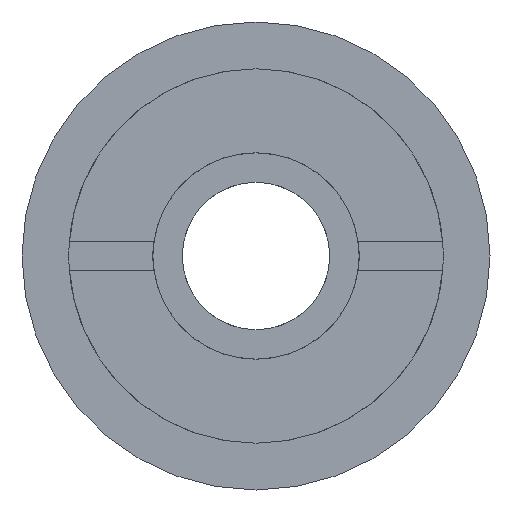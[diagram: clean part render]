
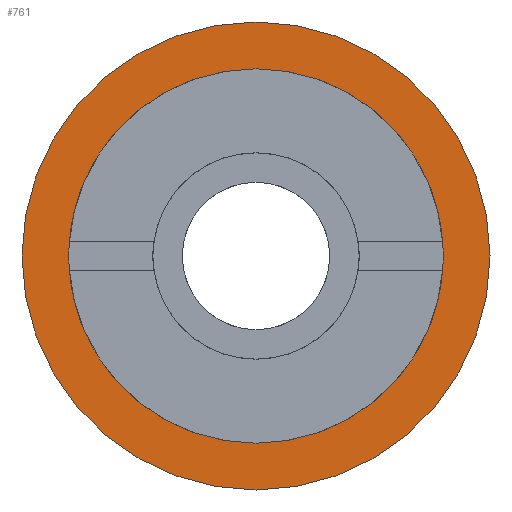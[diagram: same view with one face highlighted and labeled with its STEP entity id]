
A CAD part, front view. The second image highlights one B-rep face of the part: STEP entity #761.
In plain terms, the highlighted planar face has unit normal (0, -1, 0).
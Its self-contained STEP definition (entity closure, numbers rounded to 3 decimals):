
#9 = DIRECTION ( 'NONE',  ( 0., 0., -1. ) ) ;
#40 = CIRCLE ( 'NONE', #841, 12.4 ) ;
#108 = FACE_BOUND ( 'NONE', #680, .T. ) ;
#173 = DIRECTION ( 'NONE',  ( 0., 1., 0. ) ) ;
#206 = PLANE ( 'NONE',  #1108 ) ;
#229 = EDGE_CURVE ( 'NONE', #1328, #1176, #323, .T. ) ;
#230 = DIRECTION ( 'NONE',  ( 0., -1., 0. ) ) ;
#242 = ORIENTED_EDGE ( 'NONE', *, *, #696, .F. ) ;
#249 = CARTESIAN_POINT ( 'NONE',  ( 0., 5., 12.4 ) ) ;
#288 = CARTESIAN_POINT ( 'NONE',  ( -15.875, 5., 0. ) ) ;
#323 = CIRCLE ( 'NONE', #1336, 15.875 ) ;
#329 = ORIENTED_EDGE ( 'NONE', *, *, #229, .F. ) ;
#350 = CARTESIAN_POINT ( 'NONE',  ( 0., 5., 0. ) ) ;
#370 = AXIS2_PLACEMENT_3D ( 'NONE', #916, #173, #915 ) ;
#429 = FACE_OUTER_BOUND ( 'NONE', #1235, .T. ) ;
#431 = ORIENTED_EDGE ( 'NONE', *, *, #1165, .T. ) ;
#549 = CARTESIAN_POINT ( 'NONE',  ( 0., 5., 0. ) ) ;
#566 = AXIS2_PLACEMENT_3D ( 'NONE', #713, #797, #813 ) ;
#606 = CARTESIAN_POINT ( 'NONE',  ( 0., 5., -12.4 ) ) ;
#623 = CIRCLE ( 'NONE', #566, 15.875 ) ;
#680 = EDGE_LOOP ( 'NONE', ( #431, #719 ) ) ;
#696 = EDGE_CURVE ( 'NONE', #1176, #1328, #623, .T. ) ;
#704 = DIRECTION ( 'NONE',  ( 0., 1., 0. ) ) ;
#713 = CARTESIAN_POINT ( 'NONE',  ( 0., 5., 0. ) ) ;
#719 = ORIENTED_EDGE ( 'NONE', *, *, #798, .T. ) ;
#757 = CARTESIAN_POINT ( 'NONE',  ( 0., 5., -15.875 ) ) ;
#761 = ADVANCED_FACE ( 'NONE', ( #108, #429 ), #206, .T. ) ;
#779 = DIRECTION ( 'NONE',  ( 0., 0., 1. ) ) ;
#797 = DIRECTION ( 'NONE',  ( 0., 1., 0. ) ) ;
#798 = EDGE_CURVE ( 'NONE', #871, #846, #40, .T. ) ;
#813 = DIRECTION ( 'NONE',  ( 0., 0., 1. ) ) ;
#841 = AXIS2_PLACEMENT_3D ( 'NONE', #350, #704, #946 ) ;
#846 = VERTEX_POINT ( 'NONE', #249 ) ;
#871 = VERTEX_POINT ( 'NONE', #606 ) ;
#915 = DIRECTION ( 'NONE',  ( 0., 0., 1. ) ) ;
#916 = CARTESIAN_POINT ( 'NONE',  ( 0., 5., 0. ) ) ;
#939 = CIRCLE ( 'NONE', #370, 12.4 ) ;
#946 = DIRECTION ( 'NONE',  ( 0., 0., 1. ) ) ;
#1002 = DIRECTION ( 'NONE',  ( 0., 1., 0. ) ) ;
#1108 = AXIS2_PLACEMENT_3D ( 'NONE', #288, #230, #9 ) ;
#1165 = EDGE_CURVE ( 'NONE', #846, #871, #939, .T. ) ;
#1176 = VERTEX_POINT ( 'NONE', #1268 ) ;
#1235 = EDGE_LOOP ( 'NONE', ( #242, #329 ) ) ;
#1268 = CARTESIAN_POINT ( 'NONE',  ( 0., 5., 15.875 ) ) ;
#1328 = VERTEX_POINT ( 'NONE', #757 ) ;
#1336 = AXIS2_PLACEMENT_3D ( 'NONE', #549, #1002, #779 ) ;
